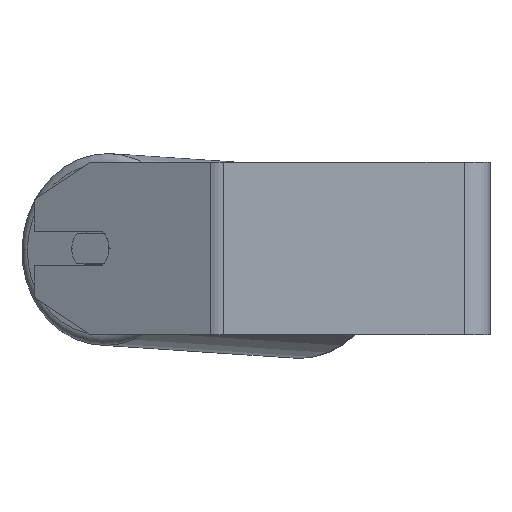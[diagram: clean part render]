
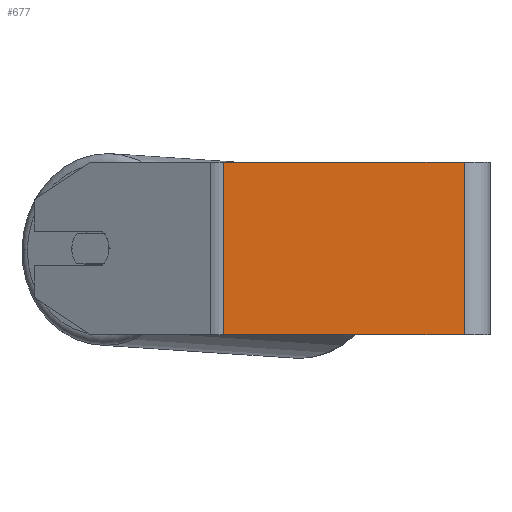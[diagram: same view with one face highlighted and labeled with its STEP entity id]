
A CAD part, left-side view. The second image highlights one B-rep face of the part: STEP entity #677.
In plain terms, the highlighted planar face has unit normal (-1, 0, 0).
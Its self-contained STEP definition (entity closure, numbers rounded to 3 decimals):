
#15 = PLANE ( 'NONE',  #5357 ) ;
#268 = DIRECTION ( 'NONE',  ( 0., -1., 0. ) ) ;
#677 = ADVANCED_FACE ( 'NONE', ( #1657 ), #15, .F. ) ;
#699 = VERTEX_POINT ( 'NONE', #2073 ) ;
#733 = EDGE_CURVE ( 'NONE', #6955, #699, #3176, .T. ) ;
#1459 = LINE ( 'NONE', #6286, #2547 ) ;
#1657 = FACE_OUTER_BOUND ( 'NONE', #6773, .T. ) ;
#1708 = ORIENTED_EDGE ( 'NONE', *, *, #733, .T. ) ;
#1799 = CARTESIAN_POINT ( 'NONE',  ( -230., 12., -40. ) ) ;
#2073 = CARTESIAN_POINT ( 'NONE',  ( -230., 123.597, -40. ) ) ;
#2303 = VECTOR ( 'NONE', #5006, 1000. ) ;
#2335 = VERTEX_POINT ( 'NONE', #3278 ) ;
#2379 = ORIENTED_EDGE ( 'NONE', *, *, #4520, .F. ) ;
#2547 = VECTOR ( 'NONE', #268, 1000. ) ;
#2584 = DIRECTION ( 'NONE',  ( 0., 0., -1. ) ) ;
#3160 = LINE ( 'NONE', #4356, #3354 ) ;
#3176 = LINE ( 'NONE', #4339, #4105 ) ;
#3278 = CARTESIAN_POINT ( 'NONE',  ( -230., 12., 40. ) ) ;
#3317 = EDGE_CURVE ( 'NONE', #699, #5896, #6122, .T. ) ;
#3354 = VECTOR ( 'NONE', #2584, 1000. ) ;
#3974 = ORIENTED_EDGE ( 'NONE', *, *, #3317, .T. ) ;
#4105 = VECTOR ( 'NONE', #5330, 1000. ) ;
#4339 = CARTESIAN_POINT ( 'NONE',  ( -230., 123.597, 40. ) ) ;
#4356 = CARTESIAN_POINT ( 'NONE',  ( -230., 12., 40. ) ) ;
#4520 = EDGE_CURVE ( 'NONE', #6955, #2335, #1459, .T. ) ;
#4647 = EDGE_CURVE ( 'NONE', #2335, #5896, #3160, .T. ) ;
#4803 = CARTESIAN_POINT ( 'NONE',  ( -230., 126.812, 40. ) ) ;
#5006 = DIRECTION ( 'NONE',  ( 0., -1., 0. ) ) ;
#5211 = ORIENTED_EDGE ( 'NONE', *, *, #4647, .F. ) ;
#5330 = DIRECTION ( 'NONE',  ( 0., 0., -1. ) ) ;
#5357 = AXIS2_PLACEMENT_3D ( 'NONE', #4803, #5859, #5822 ) ;
#5822 = DIRECTION ( 'NONE',  ( 0., 0., -1. ) ) ;
#5859 = DIRECTION ( 'NONE',  ( 1., 0., 0. ) ) ;
#5896 = VERTEX_POINT ( 'NONE', #1799 ) ;
#5911 = CARTESIAN_POINT ( 'NONE',  ( -230., 123.597, 40. ) ) ;
#6122 = LINE ( 'NONE', #6192, #2303 ) ;
#6192 = CARTESIAN_POINT ( 'NONE',  ( -230., 126.812, -40. ) ) ;
#6286 = CARTESIAN_POINT ( 'NONE',  ( -230., 126.812, 40. ) ) ;
#6773 = EDGE_LOOP ( 'NONE', ( #3974, #5211, #2379, #1708 ) ) ;
#6955 = VERTEX_POINT ( 'NONE', #5911 ) ;
